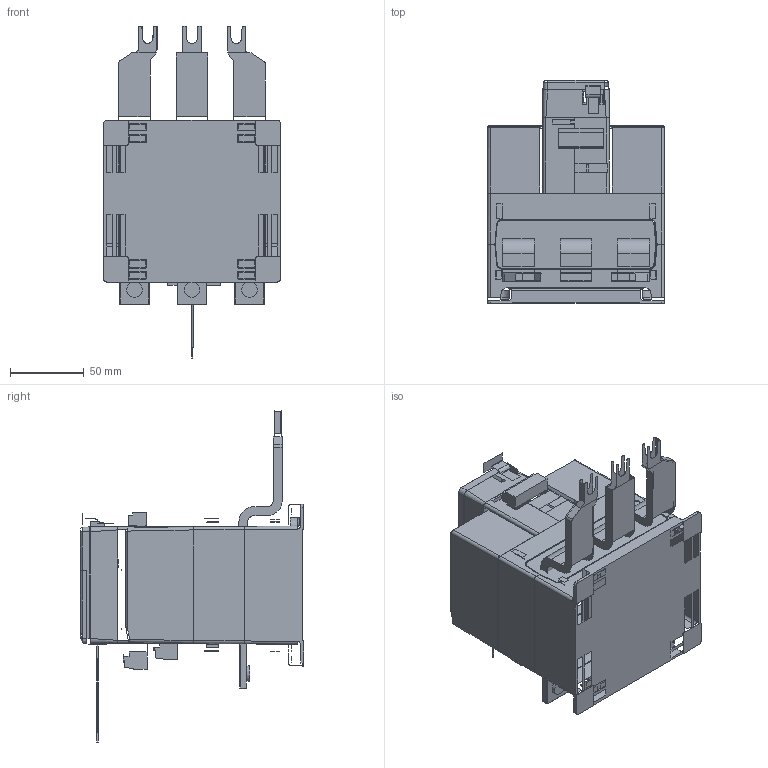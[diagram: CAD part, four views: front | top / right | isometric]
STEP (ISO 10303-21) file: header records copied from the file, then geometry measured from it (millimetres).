
FILE_DESCRIPTION((''),'2;1');
FILE_NAME('10002703908_SW0001','2018-04-30T10:48:45',('JHubacek'),('Rockwell Automation'),'CREO PARAMETRIC BY PTC INC, 2017380','CREO PARAMETRIC BY PTC INC, 2017380','');
FILE_SCHEMA(('CONFIG_CONTROL_DESIGN'));
Products named in the file (1): 10002703908_SW0001
Bounding box: 119.8 x 151.37 x 225.02 mm (x, y, z)
Surface area: 116816.1 mm2 (no closed solid volume)
Topology: 0 solids, 1075 shells, 2987 faces, 11023 edges, 8866 vertices
Faces by surface type: plane 1618, cylinder 749, torus 360, bspline 257, revolution 2, cone 1
Entity records: 130568 total; most frequent: CARTESIAN_POINT 44231, DIRECTION 17865, ORIENTED_EDGE 13214, EDGE_CURVE 11021, VERTEX_POINT 8866, VECTOR 6673, LINE 6673, AXIS2_PLACEMENT_3D 5595
